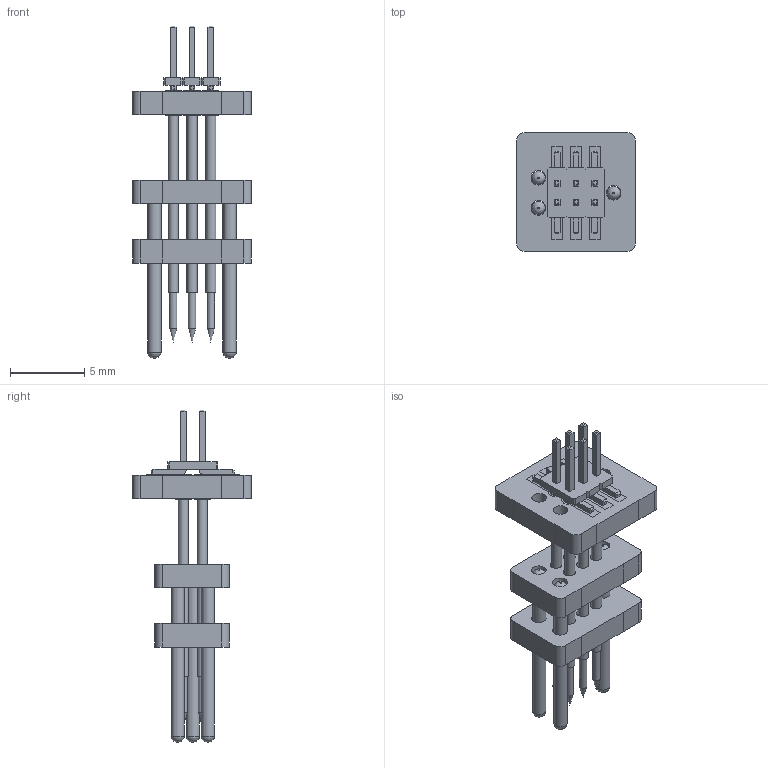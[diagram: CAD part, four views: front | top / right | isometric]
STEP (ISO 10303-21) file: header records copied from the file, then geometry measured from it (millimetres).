
FILE_DESCRIPTION(('FreeCAD Model'),'2;1');
FILE_NAME('Open CASCADE Shape Model','2024-01-21T03:58:11',(''),(''), 'Open CASCADE STEP processor 7.6','FreeCAD','Unknown');
FILE_SCHEMA(('AP242_MANAGED_MODEL_BASED_3D_ENGINEERING_MIM_LF. {1 0 10303 442 1 1 4 }'));
Length unit declared in the file: millimetre
Products named in the file (13): PogoProbe 2030; Board_Geoms_ff3a; Pcb_ff3a; topPads_ff3a_cut; botPads_ff3a; Step_Models_ff3a; Top_ff3a; REF_PinHeader_2x03_P127mm_Vertical_SMD_4153acf04981; REF_P50-E1_4153acf04981[2]; Step_Virtual_Models_ff3a; BotV_ff3a; REF_Body_0623b5cc9bbc; REF_TC2030-support_e4265beada1b
Assembly tree (20 placements, depth 4):
  PogoProbe 2030
    Board_Geoms_ff3a
      Pcb_ff3a
      topPads_ff3a_cut
      botPads_ff3a
    Step_Models_ff3a
      Top_ff3a
        REF_PinHeader_2x03_P127mm_Vertical_SMD_4153acf04981
        REF_P50-E1_4153acf04981[2]  x6
    Step_Virtual_Models_ff3a
      BotV_ff3a
        REF_Body_0623b5cc9bbc  x3
        REF_TC2030-support_e4265beada1b  x2
Bounding box: 8 x 8 x 22.4 mm (x, y, z)
Volume: 269.7 mm3; surface area: 898.8 mm2
Topology: 13 solids, 25 shells, 266 faces, 666 edges, 444 vertices
Faces by surface type: plane 194, cylinder 60, cone 6, revolution 6
Full cylindrical faces by diameter (mm): 0.5 x6, 0.68 x6, 0.8 x18, 0.9 x3, 0.991 x9
Entity records: 7888 total; most frequent: CARTESIAN_POINT 1160, DIRECTION 1120, ORIENTED_EDGE 1036, EDGE_CURVE 548, LINE 432, VECTOR 432, VERTEX_POINT 369, AXIS2_PLACEMENT_3D 343
